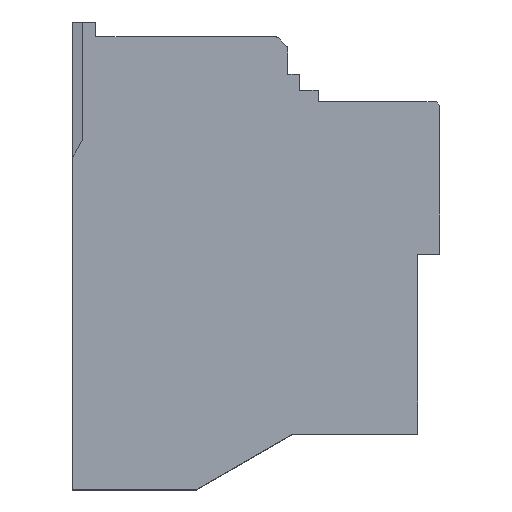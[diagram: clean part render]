
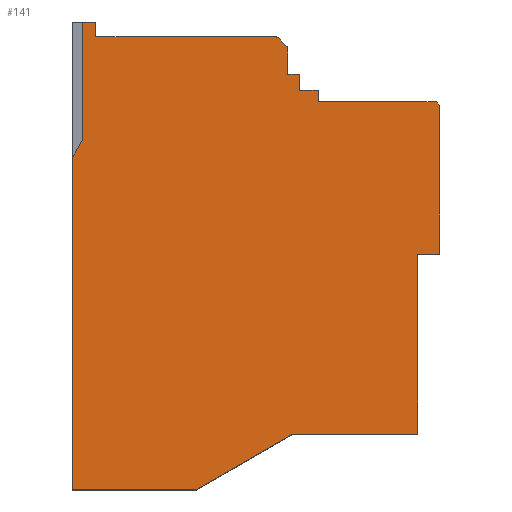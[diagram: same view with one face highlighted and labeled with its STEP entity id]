
A CAD part, top view. The second image highlights one B-rep face of the part: STEP entity #141.
In plain terms, the highlighted planar face has unit normal (0, 0, 1).
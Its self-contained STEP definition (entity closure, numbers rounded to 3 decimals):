
#48=PLANE('',#1975);
#134=B_SPLINE_CURVE_WITH_KNOTS('',3,(#2697,#2698,#2699,#2700,#2701,#2702),
 .UNSPECIFIED.,.F.,.F.,(4,2,4),(0.,0.5,1.),.UNSPECIFIED.);
#135=B_SPLINE_CURVE_WITH_KNOTS('',3,(#2706,#2707,#2708,#2709,#2710,#2711),
 .UNSPECIFIED.,.F.,.F.,(4,2,4),(0.,0.5,1.),.UNSPECIFIED.);
#141=ADVANCED_FACE('',(#247),#48,.F.);
#247=FACE_OUTER_BOUND('',#342,.T.);
#342=EDGE_LOOP('',(#492,#493,#494,#495,#496,#497,#498,#499,#500,#501,#502,
#503,#504,#505,#506,#507,#508,#509,#510,#511,#512,#513));
#492=ORIENTED_EDGE('',*,*,#1230,.F.);
#493=ORIENTED_EDGE('',*,*,#1231,.F.);
#494=ORIENTED_EDGE('',*,*,#1232,.F.);
#495=ORIENTED_EDGE('',*,*,#1233,.F.);
#496=ORIENTED_EDGE('',*,*,#1234,.F.);
#497=ORIENTED_EDGE('',*,*,#1235,.F.);
#498=ORIENTED_EDGE('',*,*,#1236,.T.);
#499=ORIENTED_EDGE('',*,*,#1237,.F.);
#500=ORIENTED_EDGE('',*,*,#1238,.F.);
#501=ORIENTED_EDGE('',*,*,#1239,.F.);
#502=ORIENTED_EDGE('',*,*,#1240,.F.);
#503=ORIENTED_EDGE('',*,*,#1241,.F.);
#504=ORIENTED_EDGE('',*,*,#1242,.F.);
#505=ORIENTED_EDGE('',*,*,#1243,.F.);
#506=ORIENTED_EDGE('',*,*,#1244,.T.);
#507=ORIENTED_EDGE('',*,*,#1245,.T.);
#508=ORIENTED_EDGE('',*,*,#1246,.T.);
#509=ORIENTED_EDGE('',*,*,#1247,.T.);
#510=ORIENTED_EDGE('',*,*,#1248,.T.);
#511=ORIENTED_EDGE('',*,*,#1249,.T.);
#512=ORIENTED_EDGE('',*,*,#1250,.T.);
#513=ORIENTED_EDGE('',*,*,#1251,.T.);
#1046=VERTEX_POINT('',#2677);
#1047=VERTEX_POINT('',#2678);
#1048=VERTEX_POINT('',#2680);
#1049=VERTEX_POINT('',#2682);
#1050=VERTEX_POINT('',#2684);
#1051=VERTEX_POINT('',#2686);
#1052=VERTEX_POINT('',#2688);
#1053=VERTEX_POINT('',#2690);
#1054=VERTEX_POINT('',#2692);
#1055=VERTEX_POINT('',#2694);
#1056=VERTEX_POINT('',#2696);
#1057=VERTEX_POINT('',#2703);
#1058=VERTEX_POINT('',#2705);
#1059=VERTEX_POINT('',#2712);
#1060=VERTEX_POINT('',#2714);
#1061=VERTEX_POINT('',#2716);
#1062=VERTEX_POINT('',#2718);
#1063=VERTEX_POINT('',#2720);
#1064=VERTEX_POINT('',#2722);
#1065=VERTEX_POINT('',#2724);
#1066=VERTEX_POINT('',#2726);
#1067=VERTEX_POINT('',#2728);
#1230=EDGE_CURVE('',#1046,#1047,#1501,.T.);
#1231=EDGE_CURVE('',#1048,#1046,#1502,.T.);
#1232=EDGE_CURVE('',#1049,#1048,#1503,.T.);
#1233=EDGE_CURVE('',#1050,#1049,#1504,.T.);
#1234=EDGE_CURVE('',#1051,#1050,#1505,.T.);
#1235=EDGE_CURVE('',#1052,#1051,#1506,.T.);
#1236=EDGE_CURVE('',#1052,#1053,#1507,.T.);
#1237=EDGE_CURVE('',#1054,#1053,#1508,.T.);
#1238=EDGE_CURVE('',#1055,#1054,#1509,.T.);
#1239=EDGE_CURVE('',#1056,#1055,#1510,.T.);
#1240=EDGE_CURVE('',#1057,#1056,#134,.T.);
#1241=EDGE_CURVE('',#1058,#1057,#1511,.T.);
#1242=EDGE_CURVE('',#1059,#1058,#135,.T.);
#1243=EDGE_CURVE('',#1060,#1059,#1512,.T.);
#1244=EDGE_CURVE('',#1060,#1061,#1513,.T.);
#1245=EDGE_CURVE('',#1061,#1062,#1514,.T.);
#1246=EDGE_CURVE('',#1062,#1063,#1515,.T.);
#1247=EDGE_CURVE('',#1063,#1064,#1516,.T.);
#1248=EDGE_CURVE('',#1064,#1065,#1517,.T.);
#1249=EDGE_CURVE('',#1065,#1066,#1518,.T.);
#1250=EDGE_CURVE('',#1066,#1067,#1519,.T.);
#1251=EDGE_CURVE('',#1067,#1047,#1520,.T.);
#1501=LINE('',#2676,#1752);
#1502=LINE('',#2679,#1753);
#1503=LINE('',#2681,#1754);
#1504=LINE('',#2683,#1755);
#1505=LINE('',#2685,#1756);
#1506=LINE('',#2687,#1757);
#1507=LINE('',#2689,#1758);
#1508=LINE('',#2691,#1759);
#1509=LINE('',#2693,#1760);
#1510=LINE('',#2695,#1761);
#1511=LINE('',#2704,#1762);
#1512=LINE('',#2713,#1763);
#1513=LINE('',#2715,#1764);
#1514=LINE('',#2717,#1765);
#1515=LINE('',#2719,#1766);
#1516=LINE('',#2721,#1767);
#1517=LINE('',#2723,#1768);
#1518=LINE('',#2725,#1769);
#1519=LINE('',#2727,#1770);
#1520=LINE('',#2729,#1771);
#1752=VECTOR('',#2127,1.);
#1753=VECTOR('',#2128,1.);
#1754=VECTOR('',#2129,1.);
#1755=VECTOR('',#2130,1.);
#1756=VECTOR('',#2131,1.);
#1757=VECTOR('',#2132,1.);
#1758=VECTOR('',#2133,1.);
#1759=VECTOR('',#2134,1.);
#1760=VECTOR('',#2135,1.);
#1761=VECTOR('',#2136,1.);
#1762=VECTOR('',#2137,1.);
#1763=VECTOR('',#2138,1.);
#1764=VECTOR('',#2139,1.);
#1765=VECTOR('',#2140,1.);
#1766=VECTOR('',#2141,1.);
#1767=VECTOR('',#2142,1.);
#1768=VECTOR('',#2143,1.);
#1769=VECTOR('',#2144,1.);
#1770=VECTOR('',#2145,1.);
#1771=VECTOR('',#2146,1.);
#1975=AXIS2_PLACEMENT_3D('',#2730,#2147,#2148);
#2127=DIRECTION('',(0.,-1.,0.));
#2128=DIRECTION('',(-1.,0.,0.));
#2129=DIRECTION('',(0.,-1.,0.));
#2130=DIRECTION('',(0.707,-0.707,0.));
#2131=DIRECTION('',(1.,0.,0.));
#2132=DIRECTION('',(0.,-1.,0.));
#2133=DIRECTION('',(-1.,0.,0.));
#2134=DIRECTION('',(0.,-1.,0.));
#2135=DIRECTION('',(1.,0.,0.));
#2136=DIRECTION('',(0.,-1.,0.));
#2137=DIRECTION('',(0.707,-0.707,0.));
#2138=DIRECTION('',(1.,0.,0.));
#2139=DIRECTION('',(0.,1.,0.));
#2140=DIRECTION('',(-1.,0.,0.));
#2141=DIRECTION('',(0.,-1.,0.));
#2142=DIRECTION('',(-0.5,-0.866,0.));
#2143=DIRECTION('',(0.,-1.,0.));
#2144=DIRECTION('',(1.,0.,0.));
#2145=DIRECTION('',(0.866,0.5,0.));
#2146=DIRECTION('',(1.,0.,0.));
#2147=DIRECTION('',(0.,0.,-1.));
#2148=DIRECTION('',(-1.,0.,0.));
#2676=CARTESIAN_POINT('',(-1.186,1.2,3.75));
#2677=CARTESIAN_POINT('',(-1.186,1.22,3.75));
#2678=CARTESIAN_POINT('',(-1.186,-12.4,3.75));
#2679=CARTESIAN_POINT('',(0.506,1.22,3.75));
#2680=CARTESIAN_POINT('',(0.486,1.22,3.75));
#2681=CARTESIAN_POINT('',(0.486,12.5,3.75));
#2682=CARTESIAN_POINT('',(0.486,12.492,3.75));
#2683=CARTESIAN_POINT('',(0.192,12.786,3.75));
#2684=CARTESIAN_POINT('',(0.198,12.78,3.75));
#2685=CARTESIAN_POINT('',(-8.7,12.78,3.75));
#2686=CARTESIAN_POINT('',(-8.72,12.78,3.75));
#2687=CARTESIAN_POINT('',(-8.72,13.8,3.75));
#2688=CARTESIAN_POINT('',(-8.72,13.65,3.75));
#2689=CARTESIAN_POINT('',(-8.85,13.65,3.75));
#2690=CARTESIAN_POINT('',(-10.15,13.65,3.75));
#2691=CARTESIAN_POINT('',(-10.15,14.75,3.75));
#2692=CARTESIAN_POINT('',(-10.15,14.83,3.75));
#2693=CARTESIAN_POINT('',(-11.,14.83,3.75));
#2694=CARTESIAN_POINT('',(-11.02,14.83,3.75));
#2695=CARTESIAN_POINT('',(-11.02,16.762,3.75));
#2696=CARTESIAN_POINT('',(-11.02,16.762,3.75));
#2697=CARTESIAN_POINT('',(-11.102,16.96,3.75));
#2698=CARTESIAN_POINT('',(-11.076,16.934,3.75));
#2699=CARTESIAN_POINT('',(-11.055,16.903,3.75));
#2700=CARTESIAN_POINT('',(-11.027,16.835,3.75));
#2701=CARTESIAN_POINT('',(-11.02,16.798,3.75));
#2702=CARTESIAN_POINT('',(-11.02,16.762,3.75));
#2703=CARTESIAN_POINT('',(-11.102,16.96,3.75));
#2704=CARTESIAN_POINT('',(-11.74,17.598,3.75));
#2705=CARTESIAN_POINT('',(-11.74,17.598,3.75));
#2706=CARTESIAN_POINT('',(-11.938,17.68,3.75));
#2707=CARTESIAN_POINT('',(-11.902,17.68,3.75));
#2708=CARTESIAN_POINT('',(-11.865,17.673,3.75));
#2709=CARTESIAN_POINT('',(-11.797,17.645,3.75));
#2710=CARTESIAN_POINT('',(-11.766,17.624,3.75));
#2711=CARTESIAN_POINT('',(-11.74,17.598,3.75));
#2712=CARTESIAN_POINT('',(-11.938,17.68,3.75));
#2713=CARTESIAN_POINT('',(-25.5,17.68,3.75));
#2714=CARTESIAN_POINT('',(-25.55,17.68,3.75));
#2715=CARTESIAN_POINT('',(-25.55,20.,3.75));
#2716=CARTESIAN_POINT('',(-25.55,18.8,3.75));
#2717=CARTESIAN_POINT('',(-11.956,18.8,3.75));
#2718=CARTESIAN_POINT('',(-26.55,18.8,3.75));
#2719=CARTESIAN_POINT('',(-26.55,20.,3.75));
#2720=CARTESIAN_POINT('',(-26.55,9.886,3.75));
#2721=CARTESIAN_POINT('',(-23.033,15.978,3.75));
#2722=CARTESIAN_POINT('',(-27.35,8.5,3.75));
#2723=CARTESIAN_POINT('',(-27.35,20.,3.75));
#2724=CARTESIAN_POINT('',(-27.35,-16.6,3.75));
#2725=CARTESIAN_POINT('',(-30.,-16.6,3.75));
#2726=CARTESIAN_POINT('',(-17.95,-16.6,3.75));
#2727=CARTESIAN_POINT('',(-11.139,-12.668,3.75));
#2728=CARTESIAN_POINT('',(-10.675,-12.4,3.75));
#2729=CARTESIAN_POINT('',(-30.,-12.4,3.75));
#2730=CARTESIAN_POINT('',(-30.,20.,3.75));
